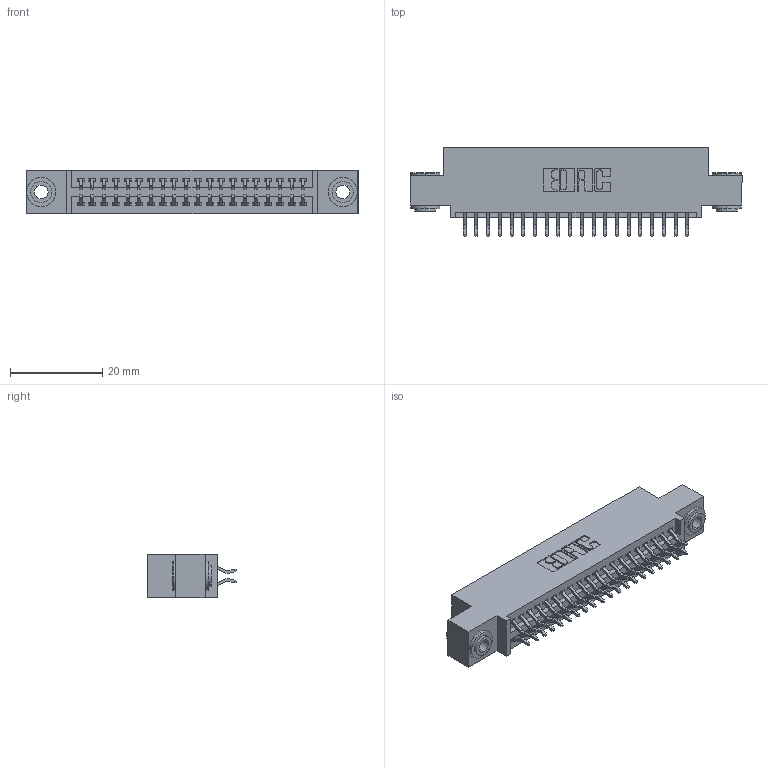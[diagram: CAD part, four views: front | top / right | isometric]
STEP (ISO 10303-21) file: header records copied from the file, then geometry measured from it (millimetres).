
FILE_DESCRIPTION (( 'STEP AP203' ), '1' );
FILE_NAME ('345-040-556-503.STEP', '2018-09-05T05:06:36', ( '' ), ( '' ), 'SwSTEP 2.0', 'SolidWorks 2016', '' );
FILE_SCHEMA (( 'CONFIG_CONTROL_DESIGN' ));
Length unit declared in the file: inch
Products named in the file (4): 345-292-001_556 Tail; 345-250-002_345-250-002-102; 345-040-556-503; 345 Part_0.110 Offset - 0.156 Dia-TH
Assembly tree (43 placements, depth 2):
  345-040-556-503
    345 Part_0.110 Offset - 0.156 Dia-TH
    345-292-001_556 Tail  x40
    345-250-002_345-250-002-102  x2
Bounding box: 72.01 x 19.24 x 9.4 mm (x, y, z)
Volume: 6735.3 mm3; surface area: 9792.5 mm2
Topology: 43 solids, 43 shells, 2408 faces, 7109 edges, 4682 vertices
Faces by surface type: plane 1574, cylinder 826, cone 8
Entity records: 19656 total; most frequent: CARTESIAN_POINT 3307, ORIENTED_EDGE 3222, DIRECTION 2961, EDGE_CURVE 1611, LINE 1367, VECTOR 1367, VERTEX_POINT 1070, AXIS2_PLACEMENT_3D 797
